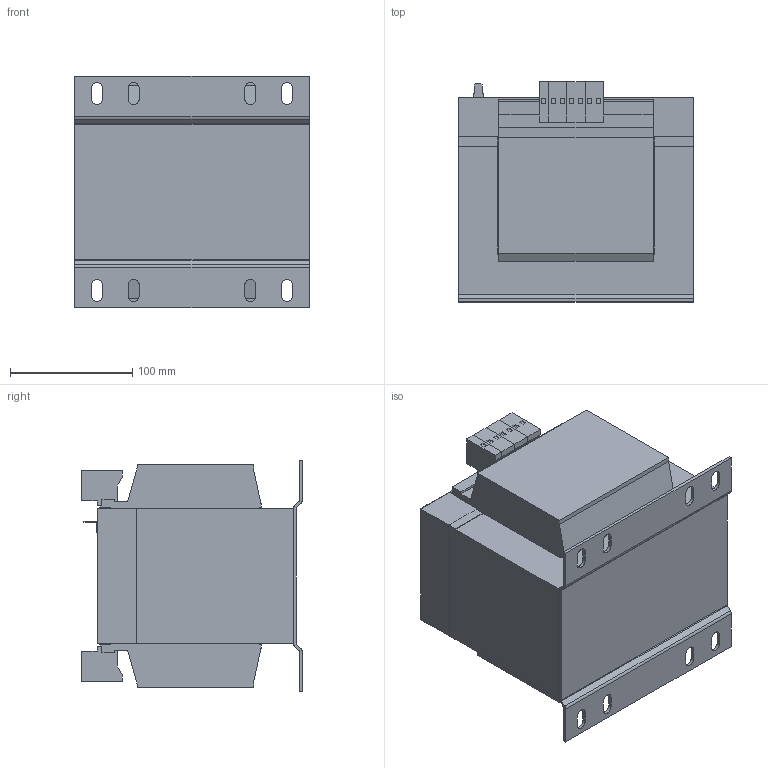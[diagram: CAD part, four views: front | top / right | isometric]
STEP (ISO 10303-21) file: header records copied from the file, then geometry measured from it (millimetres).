
FILE_DESCRIPTION (( 'STEP AP214' ), '1' );
FILE_NAME ('205577.STEP', '2020-05-29T04:49:27', ( '' ), ( '' ), 'SwSTEP 2.0', 'SolidWorks 2018', '' );
FILE_SCHEMA (( 'AUTOMOTIVE_DESIGN' ));
Length unit declared in the file: millimetre
Products named in the file (1): 205577
Bounding box: 192 x 180.3 x 189 mm (x, y, z)
Volume: 4480620 mm3; surface area: 320779.6 mm2
Topology: 1 solids, 1 shells, 305 faces, 804 edges, 516 vertices
Faces by surface type: plane 251, cylinder 54
Entity records: 9332 total; most frequent: CARTESIAN_POINT 1626, ORIENTED_EDGE 1608, DIRECTION 1524, EDGE_CURVE 804, VECTOR 696, LINE 696, VERTEX_POINT 516, AXIS2_PLACEMENT_3D 414
